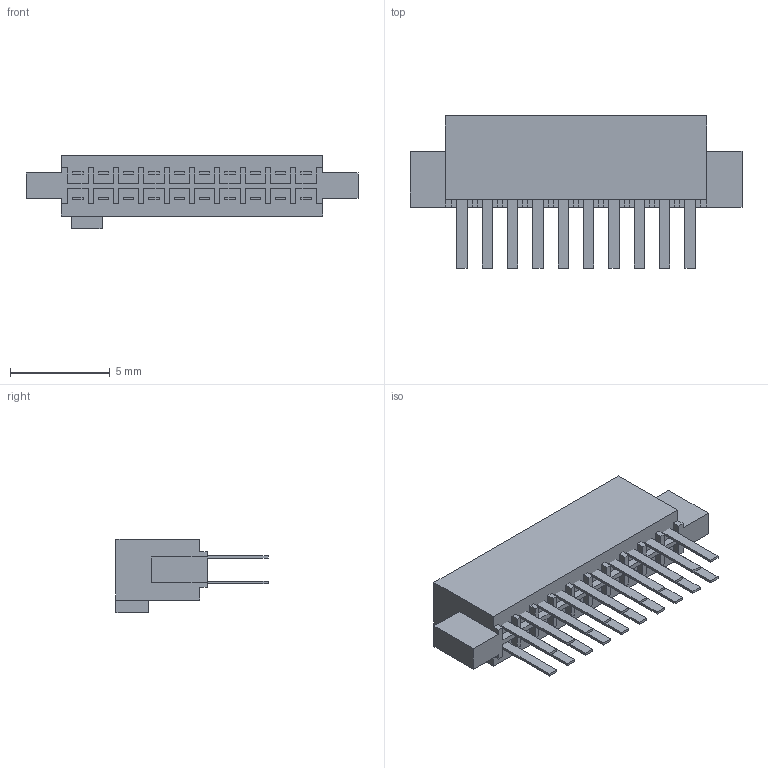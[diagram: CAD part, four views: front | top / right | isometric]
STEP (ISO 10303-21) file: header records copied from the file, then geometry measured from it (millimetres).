
FILE_DESCRIPTION( ( 'STEP AP214' ), '1' );
FILE_NAME( 'SFC-110-T1-F-D.stp', '2022-04-14T21:35:50', ( 'License CC BY-ND 4.0' ), ( 'CADENAS' ), ' ', 'PARTsolutions', ' ' );
FILE_SCHEMA( ( 'AUTOMOTIVE_DESIGN { 1 0 10303 214 1 1 1 1 }' ) );
Length unit declared in the file: inch
Products named in the file (3): SFC-110-T1-F-D; _SFC-110-T1-D_terminal; _C-119-T1-10_pins
Assembly tree (2 placements, depth 2):
  SFC-110-T1-F-D
    _SFC-110-T1-D_terminal
    _C-119-T1-10_pins
Bounding box: 16.64 x 7.62 x 3.68 mm (x, y, z)
Volume: 173.3 mm3; surface area: 540.8 mm2
Topology: 2 solids, 2 shells, 384 faces, 952 edges, 608 vertices
Faces by surface type: plane 384
Entity records: 14162 total; most frequent: CARTESIAN_POINT 1947, ORIENTED_EDGE 1904, DIRECTION 1726, EDGE_CURVE 952, LINE 952, VECTOR 952, VERTEX_POINT 608, EDGE_LOOP 420
